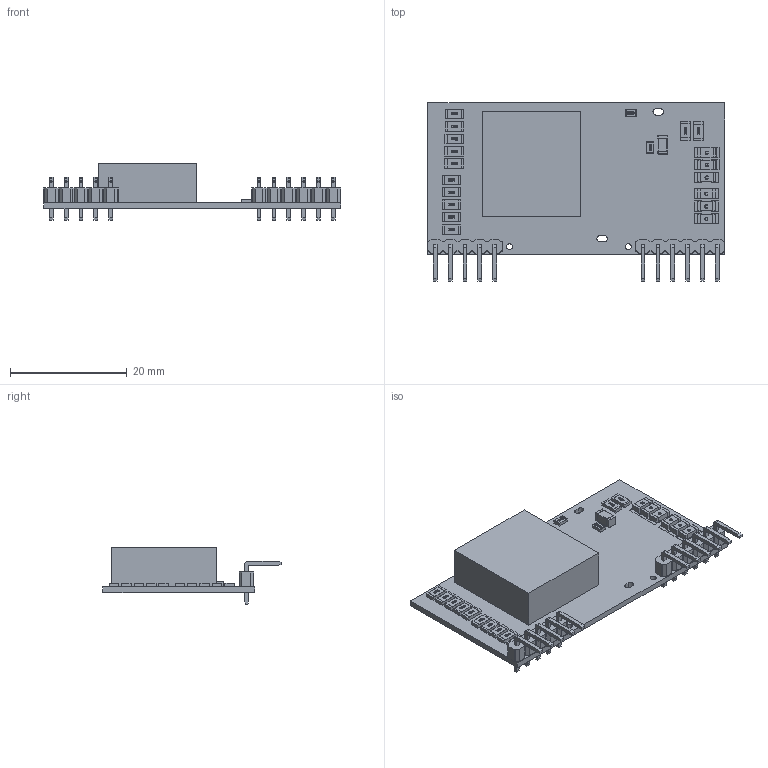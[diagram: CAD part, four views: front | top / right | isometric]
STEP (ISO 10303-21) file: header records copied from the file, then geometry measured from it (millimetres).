
FILE_DESCRIPTION(('Creo Elements/Direct Modeling STEP Export'),'2;1');
FILE_NAME('NID65-20241008.stp','2024-10-08T 9:10:46',(''),(''),'PTC Creo Elements/Direct Modeling STEP processor for AP214 (Solid Model)','PTC Creo Elements/Direct Modeling 19.0E 27-Jun-2016 (C) Parametric Technology GmbH','');
FILE_SCHEMA(('AUTOMOTIVE_DESIGN { 1 0 10303 214 1 1 1 1 }'));
Length unit declared in the file: millimetre
Products named in the file (58): R1206_1.PRT; R1206_2.PRT; R1206.ASM; C30E.ASM; C30B.ASM; C36.ASM; C30C.ASM; C30D.ASM; C30A.ASM; C34.ASM; C33.ASM; C37.ASM; C35.ASM; USER_LIBRARY-CAP1206_CAP1206_BO.PRT; USER_LIBRARY-CAP1206_PAD_1206_1.PRT; USER_LIBRARY-CAP1206_PAD_1206_2.PRT; USER_LIBRARY-CAP1206_PAD_1206__.ASM; CAPACITOR_1206_SMD.ASM; C20.ASM; C16.ASM; C17.ASM; 2CDX-SMA.PRT; ZD1.ASM; 749839240.PRT; C27.ASM; C10.ASM; R0805_1.PRT; R0805_2.PRT; R0805.ASM.4; C26.ASM; C38.ASM; C25.ASM; C22.ASM; C21.ASM; C23.ASM; C24.ASM; L1; PART; BOARD.PRT; PCB ...
Assembly tree (76 placements, depth 7):
  NID65-STP.stp
    NID-65
      PIN
        1FF1JS1110-06
          JS11201.1.1.1.1.1.1.1.1.1.1.1
          JS11201.1.1.1.1.1.1.1.1.1
          JS11201.1.1.1.1.1.1.1.1.1.1
          JS11201.1.1.1.1.1.1.1.1
          JS11201.1.1.1.1.1.1.1.1.1.1.1.1
          JS11201.1.1.1.1.1.1.1
          JS1120
        1FF1JS1110-05
          JS11201.1.1.1.1.1.2.1.1
          JS11201.1.1.1.1.1.2.1
          JS11201.1.1.1.1.1.2
          JS11201.1.1.1.1.1.2.1.1.1
          JS1120
          JS11201.1.1.1.1.1
      PCB
        BOARD.PRT
      PART
        L1
        C24.ASM
          CAPACITOR_1206_SMD.ASM
            USER_LIBRARY-CAP1206_PAD_1206__.ASM
              USER_LIBRARY-CAP1206_PAD_1206_2.PRT
              USER_LIBRARY-CAP1206_PAD_1206_1.PRT
            USER_LIBRARY-CAP1206_CAP1206_BO.PRT
        C23.ASM
          CAPACITOR_1206_SMD.ASM
            USER_LIBRARY-CAP1206_PAD_1206__.ASM
              USER_LIBRARY-CAP1206_PAD_1206_2.PRT
              USER_LIBRARY-CAP1206_PAD_1206_1.PRT
            USER_LIBRARY-CAP1206_CAP1206_BO.PRT
        C21.ASM
          CAPACITOR_1206_SMD.ASM
            USER_LIBRARY-CAP1206_PAD_1206__.ASM
              USER_LIBRARY-CAP1206_PAD_1206_2.PRT
              USER_LIBRARY-CAP1206_PAD_1206_1.PRT
            USER_LIBRARY-CAP1206_CAP1206_BO.PRT
        C22.ASM
          CAPACITOR_1206_SMD.ASM
            USER_LIBRARY-CAP1206_PAD_1206__.ASM
              USER_LIBRARY-CAP1206_PAD_1206_2.PRT
              USER_LIBRARY-CAP1206_PAD_1206_1.PRT
            USER_LIBRARY-CAP1206_CAP1206_BO.PRT
        C25.ASM
          CAPACITOR_1206_SMD.ASM
            USER_LIBRARY-CAP1206_PAD_1206__.ASM
              USER_LIBRARY-CAP1206_PAD_1206_2.PRT
              USER_LIBRARY-CAP1206_PAD_1206_1.PRT
            USER_LIBRARY-CAP1206_CAP1206_BO.PRT
        C38.ASM
          R0805.ASM.4  x2
            R0805_2.PRT
            R0805_1.PRT
        C26.ASM
          R0805.ASM.4  x2
            R0805_2.PRT
            R0805_1.PRT
Bounding box: 50.93 x 30.5 x 9.7 mm (x, y, z)
Volume: 3629.3 mm3; surface area: 5159.7 mm2
Topology: 66 solids, 66 shells, 1988 faces, 5084 edges, 3296 vertices
Faces by surface type: plane 1070, extrusion 694, cylinder 168, sphere 56
Entity records: 24588 total; most frequent: CARTESIAN_POINT 7520, ORIENTED_EDGE 3126, DIRECTION 2796, EDGE_CURVE 1563, VECTOR 1296, LINE 1205, VERTEX_POINT 1026, AXIS2_PLACEMENT_3D 750
